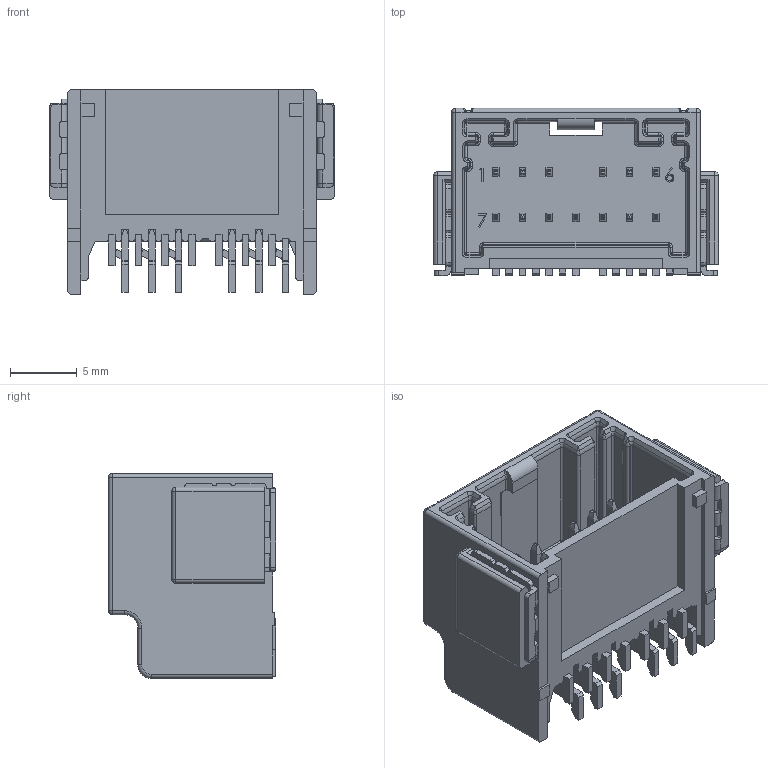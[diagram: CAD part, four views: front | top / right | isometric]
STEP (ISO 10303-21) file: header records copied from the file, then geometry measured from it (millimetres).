
FILE_DESCRIPTION (( 'STEP AP214' ), '1' );
FILE_NAME ('C_020_D_C_TR_SMT_13M_H_ASSY_(A)_Rev.1.STEP', '2022-09-23T10:29:48', ( 'jkhwang' ), ( '' ), 'SwSTEP 2.0', 'SolidWorks 2020', '' );
FILE_SCHEMA (( 'AUTOMOTIVE_DESIGN' ));
Length unit declared in the file: millimetre
Products named in the file (1): C_020_D_C_TR_SMT_13M_H_ASSY_(A)_Rev.1
Bounding box: 21.3 x 12.5 x 15.3 mm (x, y, z)
Volume: 1276.6 mm3; surface area: 2740.9 mm2
Topology: 1 solids, 1 shells, 1458 faces, 3853 edges, 2362 vertices
Faces by surface type: plane 875, cylinder 428, torus 58, cone 40, bspline 29, sphere 28
Entity records: 62169 total; most frequent: CARTESIAN_POINT 10435, ORIENTED_EDGE 7618, DIRECTION 7164, EDGE_CURVE 3809, LINE 2820, VECTOR 2820, VERTEX_POINT 2362, AXIS2_PLACEMENT_3D 2172
